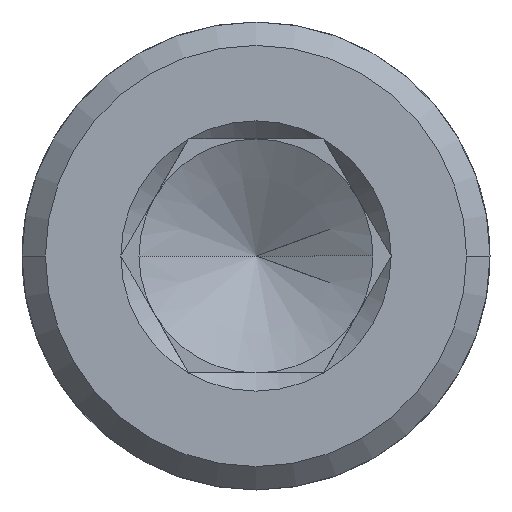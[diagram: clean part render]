
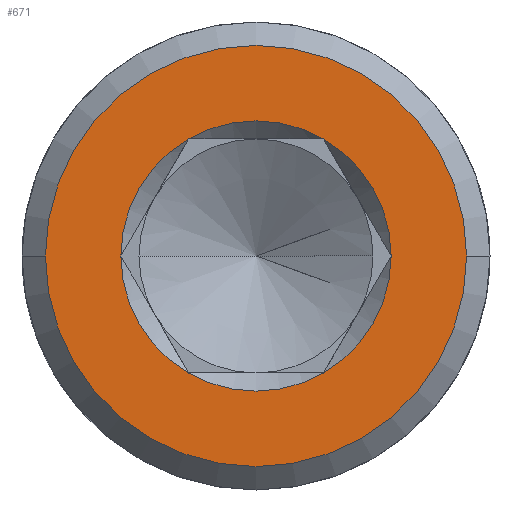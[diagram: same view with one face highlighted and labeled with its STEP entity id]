
A CAD part, front view. The second image highlights one B-rep face of the part: STEP entity #671.
In plain terms, the highlighted planar face has unit normal (0, -1, 0).
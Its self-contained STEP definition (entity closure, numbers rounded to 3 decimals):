
#429=VERTEX_POINT('',#1095);
#611=VERTEX_POINT('',#1298);
#619=EDGE_CURVE('',#429,#929,#1307,.T.);
#671=ADVANCED_FACE('',(#1367,#1368),#1369,.T.);
#675=EDGE_CURVE('',#929,#429,#1373,.T.);
#773=EDGE_CURVE('',#947,#611,#1483,.T.);
#929=VERTEX_POINT('',#1655);
#947=VERTEX_POINT('',#1675);
#979=EDGE_CURVE('',#611,#947,#1710,.T.);
#1095=CARTESIAN_POINT('',(3.465,0.,0.));
#1298=CARTESIAN_POINT('',(-5.4,0.0,0.));
#1307=CIRCLE('',#2327,3.465);
#1367=FACE_BOUND('',#2424,.T.);
#1368=FACE_OUTER_BOUND('',#2425,.T.);
#1369=PLANE('',#2426);
#1373=CIRCLE('',#2433,3.465);
#1483=CIRCLE('',#2607,5.4);
#1655=CARTESIAN_POINT('',(-3.465,0.,0.0));
#1675=CARTESIAN_POINT('',(5.4,0.0,0.0));
#1710=CIRCLE('',#3071,5.4);
#2327=AXIS2_PLACEMENT_3D('',#3430,#3431,#3432);
#2424=EDGE_LOOP('',(#3505,#3506));
#2425=EDGE_LOOP('',(#3507,#3508));
#2426=AXIS2_PLACEMENT_3D('',#3509,#3510,#3511);
#2433=AXIS2_PLACEMENT_3D('',#3513,#3514,#3515);
#2607=AXIS2_PLACEMENT_3D('',#3649,#3650,#3651);
#3071=AXIS2_PLACEMENT_3D('',#3883,#3884,#3885);
#3430=CARTESIAN_POINT('',(0.,0.,0.0));
#3431=DIRECTION('',(0.0,1.0,0.0));
#3432=DIRECTION('',(-1.0,0.0,0.0));
#3505=ORIENTED_EDGE('',*,*,#675,.T.);
#3506=ORIENTED_EDGE('',*,*,#619,.T.);
#3507=ORIENTED_EDGE('',*,*,#773,.F.);
#3508=ORIENTED_EDGE('',*,*,#979,.F.);
#3509=CARTESIAN_POINT('',(2.7,0.0,0.0));
#3510=DIRECTION('',(-0.0,-1.0,-0.0));
#3511=DIRECTION('',(-1.0,0.0,0.0));
#3513=CARTESIAN_POINT('',(0.,0.,0.0));
#3514=DIRECTION('',(0.0,1.0,0.0));
#3515=DIRECTION('',(-1.0,0.0,0.0));
#3649=CARTESIAN_POINT('',(0.0,0.0,0.0));
#3650=DIRECTION('',(-0.0,1.0,0.0));
#3651=DIRECTION('',(1.0,0.0,0.0));
#3883=CARTESIAN_POINT('',(0.0,0.0,0.0));
#3884=DIRECTION('',(-0.0,1.0,0.0));
#3885=DIRECTION('',(1.0,0.0,0.0));
